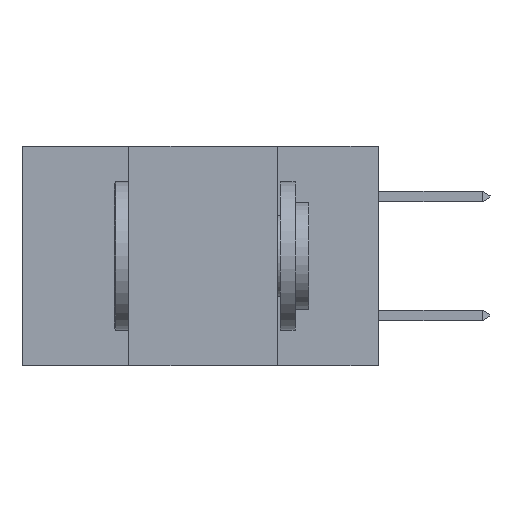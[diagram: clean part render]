
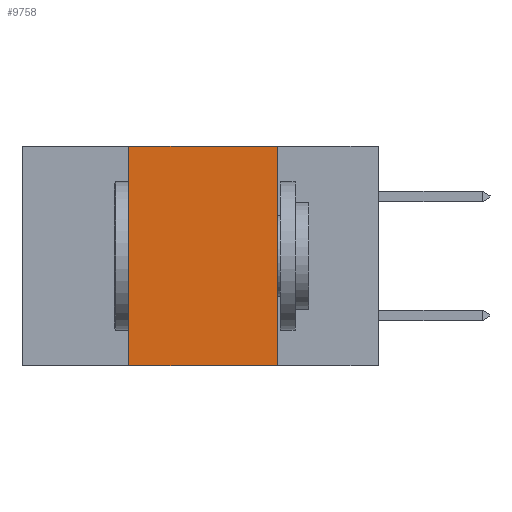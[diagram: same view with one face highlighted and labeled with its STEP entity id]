
A CAD part, left-side view. The second image highlights one B-rep face of the part: STEP entity #9758.
In plain terms, the highlighted planar face has unit normal (-1, 0, 0).
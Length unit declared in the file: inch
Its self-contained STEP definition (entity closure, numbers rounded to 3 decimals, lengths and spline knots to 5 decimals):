
#108 = CARTESIAN_POINT ( 'NONE',  ( 0., 0.6, 0. ) ) ;
#283 = DIRECTION ( 'NONE',  ( 0., 0., -1. ) ) ;
#593 = AXIS2_PLACEMENT_3D ( 'NONE', #108, #8478, #12668 ) ;
#1524 = CARTESIAN_POINT ( 'NONE',  ( 0., 0.17, 0. ) ) ;
#1968 = VECTOR ( 'NONE', #8863, 39.37008 ) ;
#2184 = FACE_OUTER_BOUND ( 'NONE', #7205, .T. ) ;
#2227 = CARTESIAN_POINT ( 'NONE',  ( 0., 0.6, 0. ) ) ;
#3140 = EDGE_CURVE ( 'NONE', #10372, #12538, #3501, .T. ) ;
#3239 = DIRECTION ( 'NONE',  ( 0., -1., 0. ) ) ;
#3351 = CARTESIAN_POINT ( 'NONE',  ( 0., 0.6, -0.37 ) ) ;
#3501 = LINE ( 'NONE', #7748, #11508 ) ;
#3753 = CARTESIAN_POINT ( 'NONE',  ( 0., 0.42, -0.37 ) ) ;
#4698 = VERTEX_POINT ( 'NONE', #3753 ) ;
#5258 = PLANE ( 'NONE',  #593 ) ;
#7205 = EDGE_LOOP ( 'NONE', ( #7665, #12361, #9660, #13028 ) ) ;
#7665 = ORIENTED_EDGE ( 'NONE', *, *, #3140, .F. ) ;
#7748 = CARTESIAN_POINT ( 'NONE',  ( 0., 0.17, -0.37 ) ) ;
#7939 = EDGE_CURVE ( 'NONE', #4698, #12538, #10845, .T. ) ;
#8478 = DIRECTION ( 'NONE',  ( 1., 0., 0. ) ) ;
#8502 = VECTOR ( 'NONE', #3239, 39.37008 ) ;
#8803 = LINE ( 'NONE', #13192, #1968 ) ;
#8863 = DIRECTION ( 'NONE',  ( 0., 0., 1. ) ) ;
#9660 = ORIENTED_EDGE ( 'NONE', *, *, #12298, .F. ) ;
#9758 = ADVANCED_FACE ( 'NONE', ( #2184 ), #5258, .F. ) ;
#10027 = VECTOR ( 'NONE', #12628, 39.37008 ) ;
#10339 = CARTESIAN_POINT ( 'NONE',  ( 0., 0.42, 0. ) ) ;
#10372 = VERTEX_POINT ( 'NONE', #1524 ) ;
#10845 = LINE ( 'NONE', #3351, #10027 ) ;
#11269 = VERTEX_POINT ( 'NONE', #10339 ) ;
#11508 = VECTOR ( 'NONE', #283, 39.37008 ) ;
#11633 = CARTESIAN_POINT ( 'NONE',  ( 0., 0.17, -0.37 ) ) ;
#11830 = LINE ( 'NONE', #2227, #8502 ) ;
#12298 = EDGE_CURVE ( 'NONE', #4698, #11269, #8803, .T. ) ;
#12361 = ORIENTED_EDGE ( 'NONE', *, *, #12551, .F. ) ;
#12538 = VERTEX_POINT ( 'NONE', #11633 ) ;
#12551 = EDGE_CURVE ( 'NONE', #11269, #10372, #11830, .T. ) ;
#12628 = DIRECTION ( 'NONE',  ( 0., -1., 0. ) ) ;
#12668 = DIRECTION ( 'NONE',  ( 0., 0., -1. ) ) ;
#13028 = ORIENTED_EDGE ( 'NONE', *, *, #7939, .T. ) ;
#13192 = CARTESIAN_POINT ( 'NONE',  ( 0., 0.42, -0.37 ) ) ;
